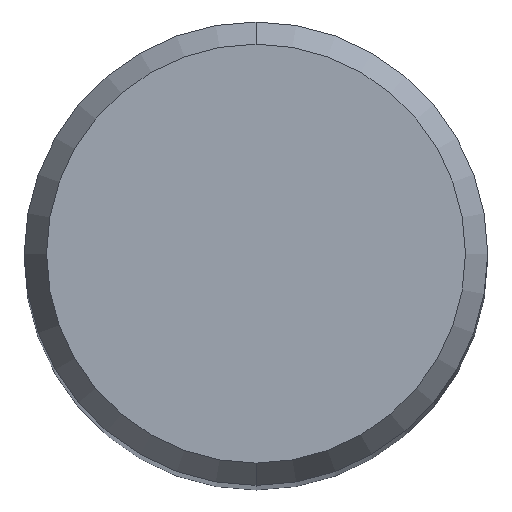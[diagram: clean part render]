
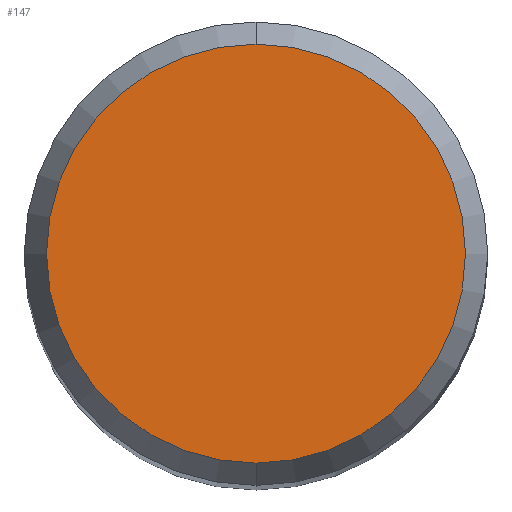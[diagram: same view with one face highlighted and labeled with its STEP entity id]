
A CAD part, top view. The second image highlights one B-rep face of the part: STEP entity #147.
In plain terms, the highlighted planar face has unit normal (0, 0, 1).
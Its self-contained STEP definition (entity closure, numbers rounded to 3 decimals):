
#95=EDGE_CURVE('',#169,#183,#223,.T.);
#137=EDGE_CURVE('',#183,#169,#271,.T.);
#147=ADVANCED_FACE('',(#282),#283,.T.);
#169=VERTEX_POINT('',#308);
#183=VERTEX_POINT('',#323);
#223=CIRCLE('',#357,2.158);
#271=CIRCLE('',#421,2.158);
#282=FACE_OUTER_BOUND('',#434,.T.);
#283=PLANE('',#435);
#308=CARTESIAN_POINT('',(0.,-2.158,0.01));
#323=CARTESIAN_POINT('',(0.0,2.158,0.01));
#357=AXIS2_PLACEMENT_3D('',#509,#510,#511);
#421=AXIS2_PLACEMENT_3D('',#587,#588,#589);
#434=EDGE_LOOP('',(#600,#601));
#435=AXIS2_PLACEMENT_3D('',#602,#603,#604);
#509=CARTESIAN_POINT('',(0.0,0.0,0.01));
#510=DIRECTION('',(0.0,0.0,-1.0));
#511=DIRECTION('',(0.0,1.0,0.0));
#587=CARTESIAN_POINT('',(0.0,0.0,0.01));
#588=DIRECTION('',(0.0,0.0,-1.0));
#589=DIRECTION('',(0.0,1.0,0.0));
#600=ORIENTED_EDGE('',*,*,#137,.F.);
#601=ORIENTED_EDGE('',*,*,#95,.F.);
#602=CARTESIAN_POINT('',(0.0,1.079,0.01));
#603=DIRECTION('',(-0.0,0.0,1.0));
#604=DIRECTION('',(0.0,-1.0,0.0));
